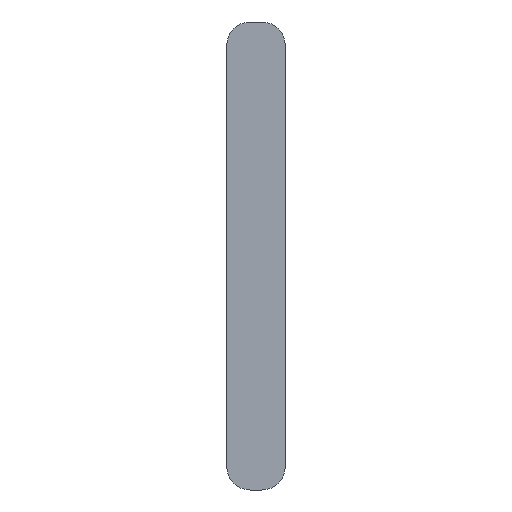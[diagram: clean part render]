
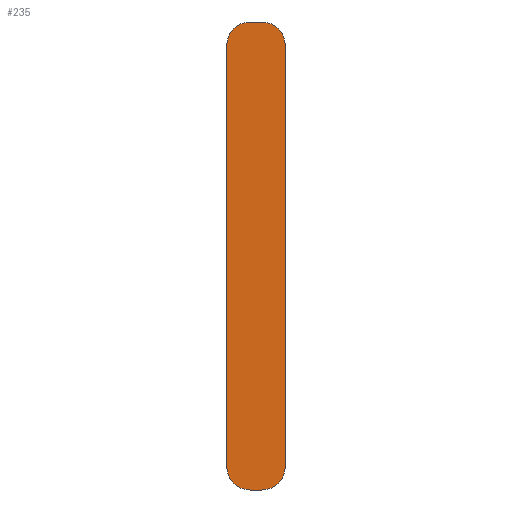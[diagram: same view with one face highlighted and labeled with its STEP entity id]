
A CAD part, left-side view. The second image highlights one B-rep face of the part: STEP entity #235.
In plain terms, the highlighted planar face has unit normal (-1, 0, 0).
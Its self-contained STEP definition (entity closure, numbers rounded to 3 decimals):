
#80=CIRCLE('',#263,2.);
#81=CIRCLE('',#264,2.);
#82=CIRCLE('',#265,2.);
#83=CIRCLE('',#266,2.);
#108=ORIENTED_EDGE('',*,*,#134,.F.);
#109=ORIENTED_EDGE('',*,*,#152,.T.);
#110=ORIENTED_EDGE('',*,*,#144,.F.);
#111=ORIENTED_EDGE('',*,*,#153,.T.);
#112=ORIENTED_EDGE('',*,*,#140,.F.);
#113=ORIENTED_EDGE('',*,*,#154,.T.);
#114=ORIENTED_EDGE('',*,*,#136,.F.);
#115=ORIENTED_EDGE('',*,*,#155,.T.);
#134=EDGE_CURVE('',#158,#159,#174,.T.);
#136=EDGE_CURVE('',#160,#161,#176,.T.);
#140=EDGE_CURVE('',#164,#165,#180,.T.);
#144=EDGE_CURVE('',#168,#169,#184,.T.);
#152=EDGE_CURVE('',#158,#169,#80,.F.);
#153=EDGE_CURVE('',#168,#165,#81,.F.);
#154=EDGE_CURVE('',#164,#161,#82,.F.);
#155=EDGE_CURVE('',#160,#159,#83,.F.);
#158=VERTEX_POINT('',#379);
#159=VERTEX_POINT('',#381);
#160=VERTEX_POINT('',#385);
#161=VERTEX_POINT('',#386);
#164=VERTEX_POINT('',#394);
#165=VERTEX_POINT('',#395);
#168=VERTEX_POINT('',#403);
#169=VERTEX_POINT('',#404);
#174=LINE('',#380,#190);
#176=LINE('',#384,#192);
#180=LINE('',#393,#196);
#184=LINE('',#402,#200);
#190=VECTOR('',#293,1000.);
#192=VECTOR('',#297,1000.);
#196=VECTOR('',#303,1000.);
#200=VECTOR('',#309,1000.);
#209=EDGE_LOOP('',(#108,#109,#110,#111,#112,#113,#114,#115));
#219=FACE_BOUND('',#209,.T.);
#229=PLANE('',#262);
#235=ADVANCED_FACE('',(#219),#229,.F.);
#262=AXIS2_PLACEMENT_3D('',#415,#323,#324);
#263=AXIS2_PLACEMENT_3D('',#416,#325,#326);
#264=AXIS2_PLACEMENT_3D('',#417,#327,#328);
#265=AXIS2_PLACEMENT_3D('',#418,#329,#330);
#266=AXIS2_PLACEMENT_3D('',#419,#331,#332);
#293=DIRECTION('',(0.,0.,-1.));
#297=DIRECTION('',(0.,1.,0.));
#303=DIRECTION('',(0.,0.,1.));
#309=DIRECTION('',(0.,-1.,0.));
#323=DIRECTION('',(1.,0.,0.));
#324=DIRECTION('',(0.,0.,-1.));
#325=DIRECTION('',(1.,0.,0.));
#326=DIRECTION('',(0.,0.,-1.));
#327=DIRECTION('',(1.,0.,0.));
#328=DIRECTION('',(0.,0.,-1.));
#329=DIRECTION('',(1.,0.,0.));
#330=DIRECTION('',(0.,0.,-1.));
#331=DIRECTION('',(1.,0.,0.));
#332=DIRECTION('',(0.,0.,-1.));
#379=CARTESIAN_POINT('',(0.,0.,38.));
#380=CARTESIAN_POINT('',(0.,0.,40.));
#381=CARTESIAN_POINT('',(0.,0.,2.));
#384=CARTESIAN_POINT('',(0.,0.,0.));
#385=CARTESIAN_POINT('',(0.,2.,0.));
#386=CARTESIAN_POINT('',(0.,3.,0.));
#393=CARTESIAN_POINT('',(0.,5.,0.));
#394=CARTESIAN_POINT('',(0.,5.,2.));
#395=CARTESIAN_POINT('',(0.,5.,38.));
#402=CARTESIAN_POINT('',(0.,5.,40.));
#403=CARTESIAN_POINT('',(0.,3.,40.));
#404=CARTESIAN_POINT('',(0.,2.,40.));
#415=CARTESIAN_POINT('',(0.,0.,0.));
#416=CARTESIAN_POINT('',(0.,2.,38.));
#417=CARTESIAN_POINT('',(0.,3.,38.));
#418=CARTESIAN_POINT('',(0.,3.,2.));
#419=CARTESIAN_POINT('',(0.,2.,2.));
